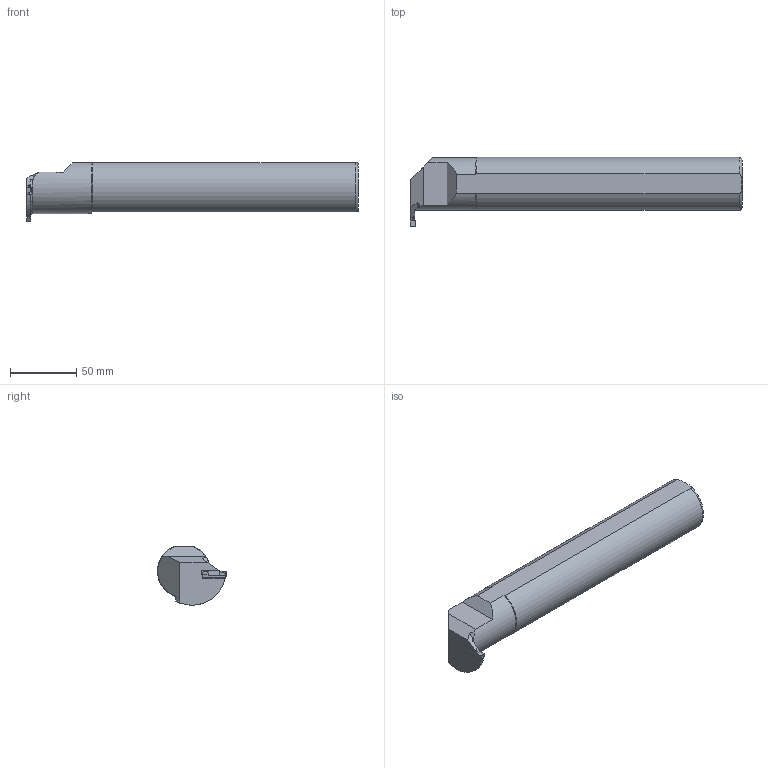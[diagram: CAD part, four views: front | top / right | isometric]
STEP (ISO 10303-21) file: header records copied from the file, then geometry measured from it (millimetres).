
FILE_DESCRIPTION(/* description */ (''),/* implementation_level */ '2;1');
FILE_NAME(/* name */ 'model1.stp',/* time_stamp */ '2023-10-12T00:00:25+03:00',/* author */ (''),/* organization */ (''),/* preprocessor_version */ 'ST-DEVELOPER v19.4',/* originating_system */ 'SIEMENS PLM Software NX2306.3001',/* authorisation */ '');
FILE_SCHEMA (('AUTOMOTIVE_DESIGN { 1 0 10303 214 3 1 1 1 }'));
Length unit declared in the file: millimetre
Products named in the file (1): model1_objects
Bounding box: 249.99 x 52.17 x 44 mm (x, y, z)
Volume: 297565.7 mm3; surface area: 33888.3 mm2
Topology: 2 solids, 2 shells, 139 faces, 405 edges, 270 vertices
Faces by surface type: bspline 80, plane 34, cylinder 21, torus 2, cone 2
Entity records: 15055 total; most frequent: CARTESIAN_POINT 11170, ORIENTED_EDGE 806, EDGE_CURVE 403, B_SPLINE_CURVE_WITH_KNOTS 293, VERTEX_POINT 269, DIRECTION 257, PRESENTATION_STYLE_ASSIGNMENT 141, SURFACE_STYLE_USAGE 141
